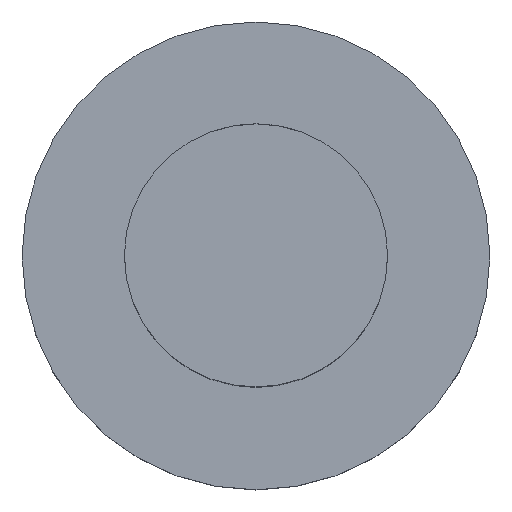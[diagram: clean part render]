
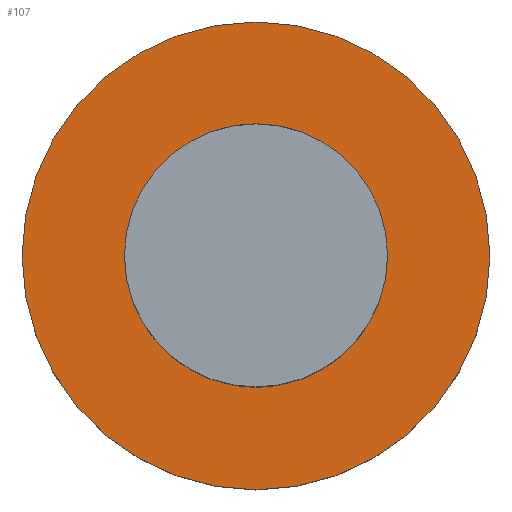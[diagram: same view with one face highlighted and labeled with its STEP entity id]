
A CAD part, top view. The second image highlights one B-rep face of the part: STEP entity #107.
In plain terms, the highlighted planar face has unit normal (0, 0, 1).
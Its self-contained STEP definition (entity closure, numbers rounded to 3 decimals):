
#97=EDGE_CURVE('240[2]',#211,#211,#212,.T.);
#107=ADVANCED_FACE('240[2]',(#227,#228),#229,.T.);
#121=EDGE_CURVE('240[2]',#249,#249,#250,.T.);
#211=VERTEX_POINT('',#482);
#212=CIRCLE('',#483,32.0);
#227=FACE_BOUND('',#502,.T.);
#228=FACE_OUTER_BOUND('',#503,.T.);
#229=PLANE('',#504);
#249=VERTEX_POINT('',#595);
#250=CIRCLE('',#596,18.0);
#482=CARTESIAN_POINT('',(0.,32.0,0.));
#483=AXIS2_PLACEMENT_3D('',#673,#674,#675);
#502=EDGE_LOOP('',(#691));
#503=EDGE_LOOP('',(#692));
#504=AXIS2_PLACEMENT_3D('',#693,#694,#695);
#595=CARTESIAN_POINT('',(18.0,0.0,0.0));
#596=AXIS2_PLACEMENT_3D('',#714,#715,#716);
#673=CARTESIAN_POINT('',(0.0,0.0,0.0));
#674=DIRECTION('',(0.,0.,1.0));
#675=DIRECTION('',(0.,1.0,0.));
#691=ORIENTED_EDGE('',*,*,#121,.T.);
#692=ORIENTED_EDGE('',*,*,#97,.T.);
#693=CARTESIAN_POINT('',(0.,16.0,0.));
#694=DIRECTION('',(0.,0.,1.0));
#695=DIRECTION('',(1.0,0.,0.0));
#714=CARTESIAN_POINT('',(0.0,0.0,0.));
#715=DIRECTION('',(0.,0.,-1.0));
#716=DIRECTION('',(1.0,0.,0.));
